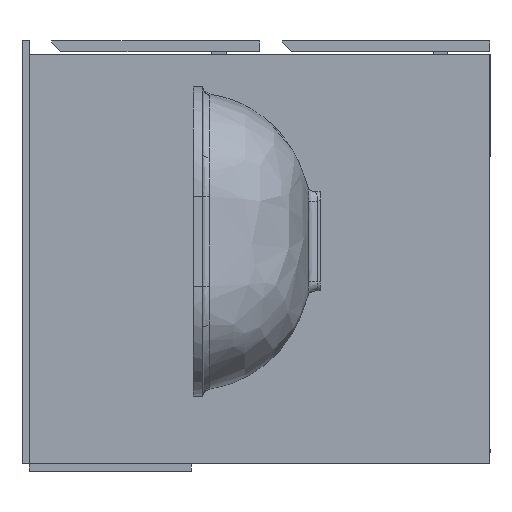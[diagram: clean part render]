
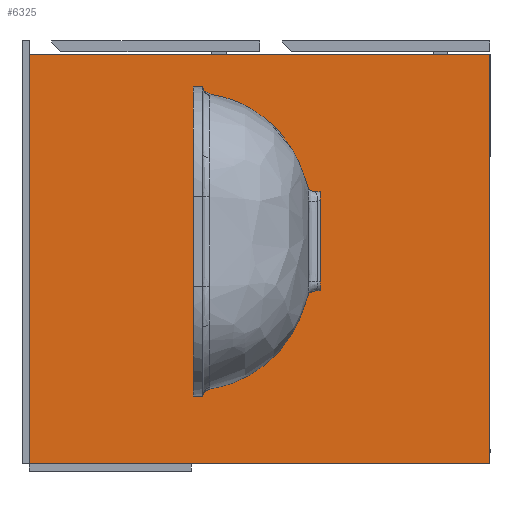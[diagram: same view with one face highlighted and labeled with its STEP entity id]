
A CAD part, left-side view. The second image highlights one B-rep face of the part: STEP entity #6325.
In plain terms, the highlighted planar face has unit normal (-1, 0, 0).
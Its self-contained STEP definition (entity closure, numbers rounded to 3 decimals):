
#241 = EDGE_LOOP ( 'NONE', ( #21579, #8880, #10227, #25595 ) ) ;
#556 = LINE ( 'NONE', #10498, #10213 ) ;
#1369 = CARTESIAN_POINT ( 'NONE',  ( 2., 0., -470. ) ) ;
#2176 = AXIS2_PLACEMENT_3D ( 'NONE', #18379, #28318, #5988 ) ;
#2684 = VERTEX_POINT ( 'NONE', #12641 ) ;
#2811 = EDGE_CURVE ( 'NONE', #2684, #6139, #7923, .T. ) ;
#3204 = VERTEX_POINT ( 'NONE', #1369 ) ;
#3418 = LINE ( 'NONE', #13346, #7603 ) ;
#4608 = CARTESIAN_POINT ( 'NONE',  ( 2., 0., -15. ) ) ;
#5847 = VECTOR ( 'NONE', #27792, 1000. ) ;
#5904 = CARTESIAN_POINT ( 'NONE',  ( 2., 967.397, -15. ) ) ;
#5988 = DIRECTION ( 'NONE',  ( 0., 0., -1. ) ) ;
#6139 = VERTEX_POINT ( 'NONE', #7809 ) ;
#6325 = ADVANCED_FACE ( 'NONE', ( #30767 ), #8443, .F. ) ;
#7603 = VECTOR ( 'NONE', #23288, 1000. ) ;
#7809 = CARTESIAN_POINT ( 'NONE',  ( 2., 512., -15. ) ) ;
#7923 = LINE ( 'NONE', #17861, #5847 ) ;
#8443 = PLANE ( 'NONE',  #2176 ) ;
#8880 = ORIENTED_EDGE ( 'NONE', *, *, #16545, .T. ) ;
#10213 = VECTOR ( 'NONE', #20432, 1000. ) ;
#10227 = ORIENTED_EDGE ( 'NONE', *, *, #18905, .T. ) ;
#10498 = CARTESIAN_POINT ( 'NONE',  ( 2., 967.397, -470. ) ) ;
#10888 = VERTEX_POINT ( 'NONE', #4608 ) ;
#12641 = CARTESIAN_POINT ( 'NONE',  ( 2., 512., -470. ) ) ;
#13346 = CARTESIAN_POINT ( 'NONE',  ( 2., 0., -470. ) ) ;
#15834 = DIRECTION ( 'NONE',  ( 0., -1., 0. ) ) ;
#16545 = EDGE_CURVE ( 'NONE', #2684, #3204, #556, .T. ) ;
#17861 = CARTESIAN_POINT ( 'NONE',  ( 2., 512., -470. ) ) ;
#18379 = CARTESIAN_POINT ( 'NONE',  ( 2., 967.397, -470. ) ) ;
#18905 = EDGE_CURVE ( 'NONE', #3204, #10888, #3418, .T. ) ;
#19052 = VECTOR ( 'NONE', #15834, 1000. ) ;
#20093 = EDGE_CURVE ( 'NONE', #6139, #10888, #28233, .T. ) ;
#20432 = DIRECTION ( 'NONE',  ( 0., -1., 0. ) ) ;
#21579 = ORIENTED_EDGE ( 'NONE', *, *, #2811, .F. ) ;
#23288 = DIRECTION ( 'NONE',  ( 0., 0., 1. ) ) ;
#25595 = ORIENTED_EDGE ( 'NONE', *, *, #20093, .F. ) ;
#27792 = DIRECTION ( 'NONE',  ( 0., 0., 1. ) ) ;
#28233 = LINE ( 'NONE', #5904, #19052 ) ;
#28318 = DIRECTION ( 'NONE',  ( 1., 0., 0. ) ) ;
#30767 = FACE_OUTER_BOUND ( 'NONE', #241, .T. ) ;
